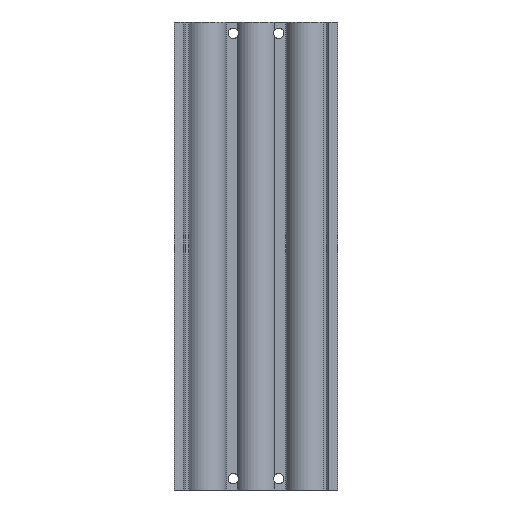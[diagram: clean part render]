
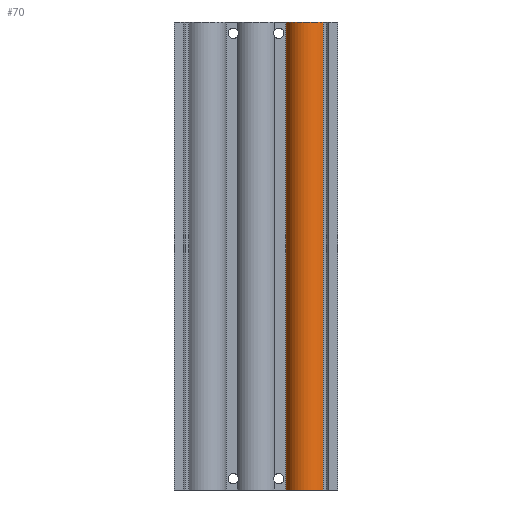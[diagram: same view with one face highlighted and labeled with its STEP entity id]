
A CAD part, front view. The second image highlights one B-rep face of the part: STEP entity #70.
In plain terms, the highlighted cylindrical face has radius 11 mm (diameter 22 mm), a partial arc.
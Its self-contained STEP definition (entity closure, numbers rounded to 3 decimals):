
#70 = ADVANCED_FACE ( 'NONE', ( #6694 ), #6693, .T. ) ;
#746 = LINE ( 'NONE', #1055, #748 ) ;
#747 = CIRCLE ( 'NONE', #2058, 11. ) ;
#748 = VECTOR ( 'NONE', #1047, 1000. ) ;
#749 = LINE ( 'NONE', #1674, #751 ) ;
#750 = CIRCLE ( 'NONE', #2057, 11. ) ;
#751 = VECTOR ( 'NONE', #1673, 1000. ) ;
#1038 = CARTESIAN_POINT ( 'NONE',  ( 27., -4., -248.5 ) ) ;
#1047 = DIRECTION ( 'NONE',  ( 0., 0., -1. ) ) ;
#1055 = CARTESIAN_POINT ( 'NONE',  ( 16.063, -5.179, -248.5 ) ) ;
#1075 = DIRECTION ( 'NONE',  ( 1., 0., 0. ) ) ;
#1082 = DIRECTION ( 'NONE',  ( 0., 0., 1. ) ) ;
#1087 = CARTESIAN_POINT ( 'NONE',  ( 27., -4., 0. ) ) ;
#1559 = CARTESIAN_POINT ( 'NONE',  ( 16.063, -5.179, -248.5 ) ) ;
#1673 = DIRECTION ( 'NONE',  ( 0., 0., 1. ) ) ;
#1674 = CARTESIAN_POINT ( 'NONE',  ( 35.429, -11.068, -248.5 ) ) ;
#1675 = DIRECTION ( 'NONE',  ( 1., 0., 0. ) ) ;
#1677 = DIRECTION ( 'NONE',  ( 0., 0., 1. ) ) ;
#2057 = AXIS2_PLACEMENT_3D ( 'NONE', #1038, #1677, #1675 ) ;
#2058 = AXIS2_PLACEMENT_3D ( 'NONE', #1087, #1082, #1075 ) ;
#4088 = CARTESIAN_POINT ( 'NONE',  ( 35.429, -11.068, 0. ) ) ;
#6693 = CYLINDRICAL_SURFACE ( 'NONE', #9538, 11. ) ;
#6694 = FACE_OUTER_BOUND ( 'NONE', #10043, .T. ) ;
#7079 = ORIENTED_EDGE ( 'NONE', *, *, #9641, .F. ) ;
#7080 = ORIENTED_EDGE ( 'NONE', *, *, #9642, .T. ) ;
#7081 = ORIENTED_EDGE ( 'NONE', *, *, #9643, .T. ) ;
#7082 = ORIENTED_EDGE ( 'NONE', *, *, #9644, .T. ) ;
#7637 = CARTESIAN_POINT ( 'NONE',  ( 16.063, -5.179, 0. ) ) ;
#7799 = CARTESIAN_POINT ( 'NONE',  ( 35.429, -11.068, -248.5 ) ) ;
#7948 = VERTEX_POINT ( 'NONE', #7799 ) ;
#8106 = VERTEX_POINT ( 'NONE', #7637 ) ;
#8860 = DIRECTION ( 'NONE',  ( 1., 0., 0. ) ) ;
#8861 = DIRECTION ( 'NONE',  ( 0., 0., 1. ) ) ;
#8863 = CARTESIAN_POINT ( 'NONE',  ( 27., -4., -248.5 ) ) ;
#8986 = VERTEX_POINT ( 'NONE', #4088 ) ;
#9172 = VERTEX_POINT ( 'NONE', #1559 ) ;
#9538 = AXIS2_PLACEMENT_3D ( 'NONE', #8863, #8861, #8860 ) ;
#9641 = EDGE_CURVE ( 'NONE', #8106, #8986, #747, .T. ) ;
#9642 = EDGE_CURVE ( 'NONE', #8106, #9172, #746, .T. ) ;
#9643 = EDGE_CURVE ( 'NONE', #9172, #7948, #750, .T. ) ;
#9644 = EDGE_CURVE ( 'NONE', #7948, #8986, #749, .T. ) ;
#10043 = EDGE_LOOP ( 'NONE', ( #7079, #7080, #7081, #7082 ) ) ;
